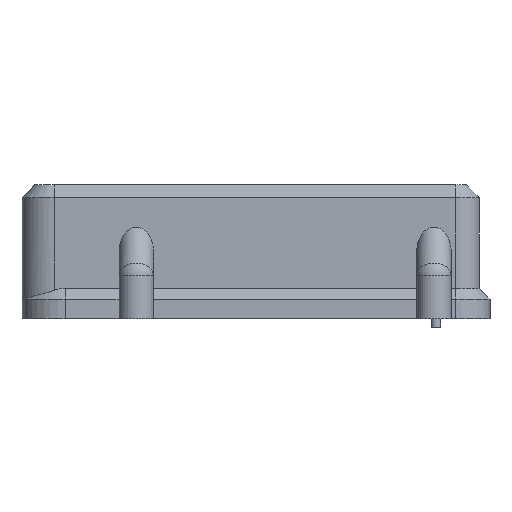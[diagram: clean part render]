
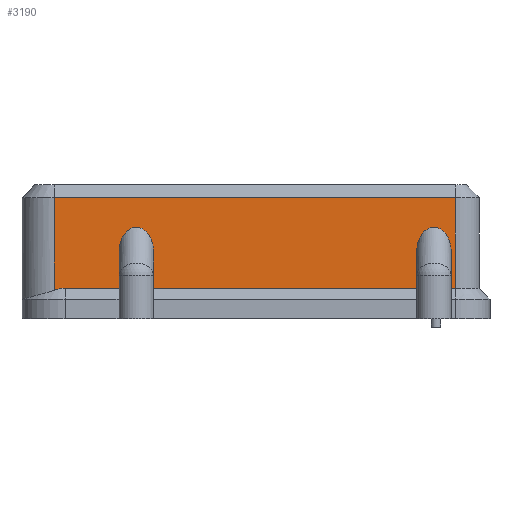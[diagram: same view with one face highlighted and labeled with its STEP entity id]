
A CAD part, left-side view. The second image highlights one B-rep face of the part: STEP entity #3190.
In plain terms, the highlighted planar face has unit normal (-1, 0, 0).
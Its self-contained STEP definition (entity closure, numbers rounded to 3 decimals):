
#33=ELLIPSE('',#3428,5.657,4.);
#34=ELLIPSE('',#3429,5.657,4.);
#41=(
BOUNDED_CURVE()
B_SPLINE_CURVE(2,(#4637,#4638,#4639),.UNSPECIFIED.,.F.,.F.)
B_SPLINE_CURVE_WITH_KNOTS((3,3),(1.078,1.478),
 .UNSPECIFIED.)
CURVE()
GEOMETRIC_REPRESENTATION_ITEM()
RATIONAL_B_SPLINE_CURVE((1.46,1.498,1.5))
REPRESENTATION_ITEM('')
);
#289=FACE_OUTER_BOUND('',#478,.T.);
#478=EDGE_LOOP('',(#2312,#2313,#2314,#2315,#2316,#2317,#2318,#2319,#2320,
#2321,#2322,#2323,#2324));
#693=LINE('',#4717,#1035);
#700=LINE('',#4732,#1042);
#721=LINE('',#4787,#1063);
#737=LINE('',#4833,#1079);
#738=LINE('',#4835,#1080);
#739=LINE('',#4837,#1081);
#740=LINE('',#4839,#1082);
#741=LINE('',#4842,#1083);
#742=LINE('',#4844,#1084);
#743=LINE('',#4847,#1085);
#1035=VECTOR('',#3789,10.);
#1042=VECTOR('',#3800,10.);
#1063=VECTOR('',#3853,10.);
#1079=VECTOR('',#3905,10.);
#1080=VECTOR('',#3908,10.);
#1081=VECTOR('',#3909,10.);
#1082=VECTOR('',#3910,10.);
#1083=VECTOR('',#3913,10.);
#1084=VECTOR('',#3914,10.);
#1085=VECTOR('',#3917,10.);
#1354=VERTEX_POINT('',#4620);
#1357=VERTEX_POINT('',#4635);
#1379=VERTEX_POINT('',#4710);
#1382=VERTEX_POINT('',#4715);
#1385=VERTEX_POINT('',#4725);
#1388=VERTEX_POINT('',#4730);
#1403=VERTEX_POINT('',#4780);
#1406=VERTEX_POINT('',#4785);
#1419=VERTEX_POINT('',#4836);
#1420=VERTEX_POINT('',#4838);
#1421=VERTEX_POINT('',#4840);
#1422=VERTEX_POINT('',#4843);
#1423=VERTEX_POINT('',#4845);
#1675=EDGE_CURVE('',#1354,#1357,#41,.T.);
#1707=EDGE_CURVE('',#1382,#1379,#693,.T.);
#1714=EDGE_CURVE('',#1388,#1385,#700,.T.);
#1741=EDGE_CURVE('',#1406,#1403,#721,.T.);
#1765=EDGE_CURVE('',#1388,#1403,#737,.T.);
#1766=EDGE_CURVE('',#1354,#1406,#738,.T.);
#1767=EDGE_CURVE('',#1419,#1357,#739,.T.);
#1768=EDGE_CURVE('',#1419,#1420,#740,.T.);
#1769=EDGE_CURVE('',#1420,#1421,#33,.T.);
#1770=EDGE_CURVE('',#1421,#1379,#741,.T.);
#1771=EDGE_CURVE('',#1382,#1422,#742,.T.);
#1772=EDGE_CURVE('',#1422,#1423,#34,.T.);
#1773=EDGE_CURVE('',#1423,#1385,#743,.T.);
#2312=ORIENTED_EDGE('',*,*,#1741,.F.);
#2313=ORIENTED_EDGE('',*,*,#1766,.F.);
#2314=ORIENTED_EDGE('',*,*,#1675,.T.);
#2315=ORIENTED_EDGE('',*,*,#1767,.F.);
#2316=ORIENTED_EDGE('',*,*,#1768,.T.);
#2317=ORIENTED_EDGE('',*,*,#1769,.T.);
#2318=ORIENTED_EDGE('',*,*,#1770,.T.);
#2319=ORIENTED_EDGE('',*,*,#1707,.F.);
#2320=ORIENTED_EDGE('',*,*,#1771,.T.);
#2321=ORIENTED_EDGE('',*,*,#1772,.T.);
#2322=ORIENTED_EDGE('',*,*,#1773,.T.);
#2323=ORIENTED_EDGE('',*,*,#1714,.F.);
#2324=ORIENTED_EDGE('',*,*,#1765,.T.);
#3054=PLANE('',#3427);
#3190=ADVANCED_FACE('',(#289),#3054,.T.);
#3427=AXIS2_PLACEMENT_3D('',#4834,#3906,#3907);
#3428=AXIS2_PLACEMENT_3D('',#4841,#3911,#3912);
#3429=AXIS2_PLACEMENT_3D('',#4846,#3915,#3916);
#3789=DIRECTION('',(0.,1.,0.));
#3800=DIRECTION('',(0.,1.,0.));
#3853=DIRECTION('',(0.,-1.,0.));
#3905=DIRECTION('',(0.,0.,1.));
#3906=DIRECTION('center_axis',(-1.,0.,0.));
#3907=DIRECTION('ref_axis',(0.,-1.,0.));
#3908=DIRECTION('',(0.,0.,1.));
#3909=DIRECTION('',(0.,1.,0.));
#3910=DIRECTION('',(0.,0.,1.));
#3911=DIRECTION('center_axis',(1.,0.,0.));
#3912=DIRECTION('ref_axis',(0.,0.,1.));
#3913=DIRECTION('',(0.,0.,-1.));
#3914=DIRECTION('',(0.,0.,1.));
#3915=DIRECTION('center_axis',(1.,0.,0.));
#3916=DIRECTION('ref_axis',(0.,0.,1.));
#3917=DIRECTION('',(0.,0.,-1.));
#4620=CARTESIAN_POINT('',(-43.,47.75,3.595));
#4635=CARTESIAN_POINT('',(-43.,45.372,4.));
#4637=CARTESIAN_POINT('Ctrl Pts',(-43.,47.75,3.595));
#4638=CARTESIAN_POINT('Ctrl Pts',(-43.,46.53,3.981));
#4639=CARTESIAN_POINT('Ctrl Pts',(-43.,45.372,4.));
#4710=CARTESIAN_POINT('',(-43.,24.75,4.));
#4715=CARTESIAN_POINT('',(-43.,-36.25,4.));
#4717=CARTESIAN_POINT('',(-43.,24.375,4.));
#4725=CARTESIAN_POINT('',(-43.,-44.25,4.));
#4730=CARTESIAN_POINT('',(-43.,-45.25,4.));
#4732=CARTESIAN_POINT('',(-43.,24.375,4.));
#4780=CARTESIAN_POINT('',(-43.,-45.25,25.));
#4785=CARTESIAN_POINT('',(-43.,47.75,25.));
#4787=CARTESIAN_POINT('',(-43.,25.,25.));
#4833=CARTESIAN_POINT('',(-43.,-45.25,4.));
#4834=CARTESIAN_POINT('Origin',(-43.,47.75,4.));
#4835=CARTESIAN_POINT('',(-43.,47.75,4.));
#4836=CARTESIAN_POINT('',(-43.,32.75,4.));
#4837=CARTESIAN_POINT('',(-43.,24.375,4.));
#4838=CARTESIAN_POINT('',(-43.,32.75,12.5));
#4839=CARTESIAN_POINT('',(-43.,32.75,5.5));
#4840=CARTESIAN_POINT('',(-43.,24.75,12.5));
#4841=CARTESIAN_POINT('Origin',(-43.,28.75,12.5));
#4842=CARTESIAN_POINT('',(-43.,24.75,5.5));
#4843=CARTESIAN_POINT('',(-43.,-36.25,12.5));
#4844=CARTESIAN_POINT('',(-43.,-36.25,5.5));
#4845=CARTESIAN_POINT('',(-43.,-44.25,12.5));
#4846=CARTESIAN_POINT('Origin',(-43.,-40.25,12.5));
#4847=CARTESIAN_POINT('',(-43.,-44.25,5.5));
